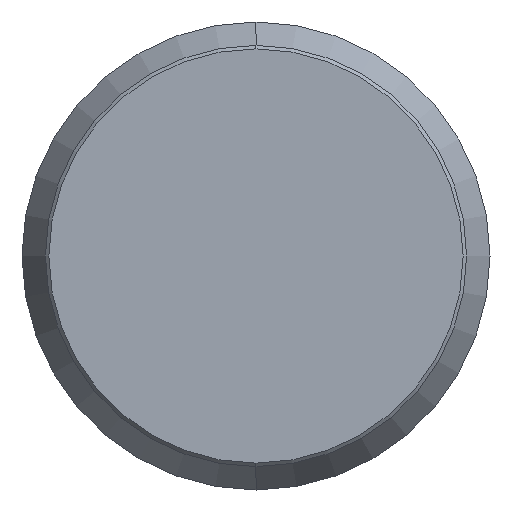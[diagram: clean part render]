
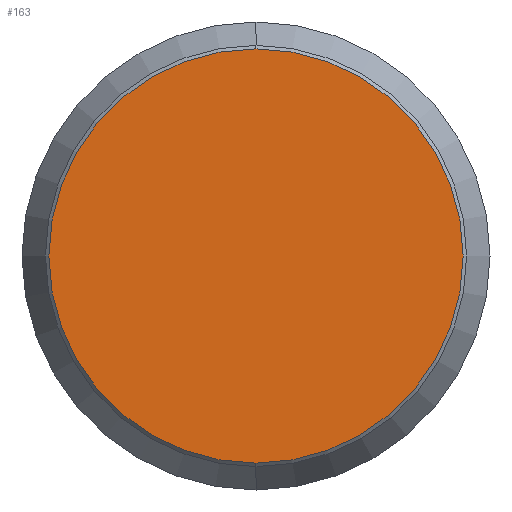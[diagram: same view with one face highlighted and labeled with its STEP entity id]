
A CAD part, left-side view. The second image highlights one B-rep face of the part: STEP entity #163.
In plain terms, the highlighted planar face has unit normal (-1, 0, 0).
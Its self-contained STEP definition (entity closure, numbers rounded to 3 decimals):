
#8 = EDGE_CURVE ( 'NONE', #577, #590, #67, .T. ) ;
#67 = CIRCLE ( 'NONE', #491, 17.7 ) ;
#68 = EDGE_LOOP ( 'NONE', ( #115, #200 ) ) ;
#92 = EDGE_CURVE ( 'NONE', #590, #577, #420, .T. ) ;
#115 = ORIENTED_EDGE ( 'NONE', *, *, #92, .T. ) ;
#121 = DIRECTION ( 'NONE',  ( 0., 0., 1. ) ) ;
#123 = AXIS2_PLACEMENT_3D ( 'NONE', #278, #614, #416 ) ;
#163 = ADVANCED_FACE ( 'NONE', ( #172 ), #474, .F. ) ;
#172 = FACE_OUTER_BOUND ( 'NONE', #68, .T. ) ;
#200 = ORIENTED_EDGE ( 'NONE', *, *, #8, .T. ) ;
#237 = DIRECTION ( 'NONE',  ( 1., 0., 0. ) ) ;
#271 = CARTESIAN_POINT ( 'NONE',  ( 0., 0., 17.7 ) ) ;
#278 = CARTESIAN_POINT ( 'NONE',  ( 0., 0., 0. ) ) ;
#281 = DIRECTION ( 'NONE',  ( 0., 0., -1. ) ) ;
#317 = DIRECTION ( 'NONE',  ( -1., 0., 0. ) ) ;
#394 = AXIS2_PLACEMENT_3D ( 'NONE', #512, #237, #281 ) ;
#416 = DIRECTION ( 'NONE',  ( 0., 0., 1. ) ) ;
#420 = CIRCLE ( 'NONE', #123, 17.7 ) ;
#474 = PLANE ( 'NONE',  #394 ) ;
#491 = AXIS2_PLACEMENT_3D ( 'NONE', #610, #317, #121 ) ;
#512 = CARTESIAN_POINT ( 'NONE',  ( 0., 0., 0. ) ) ;
#577 = VERTEX_POINT ( 'NONE', #271 ) ;
#590 = VERTEX_POINT ( 'NONE', #606 ) ;
#606 = CARTESIAN_POINT ( 'NONE',  ( 0., 0., -17.7 ) ) ;
#610 = CARTESIAN_POINT ( 'NONE',  ( 0., 0., 0. ) ) ;
#614 = DIRECTION ( 'NONE',  ( -1., 0., 0. ) ) ;
